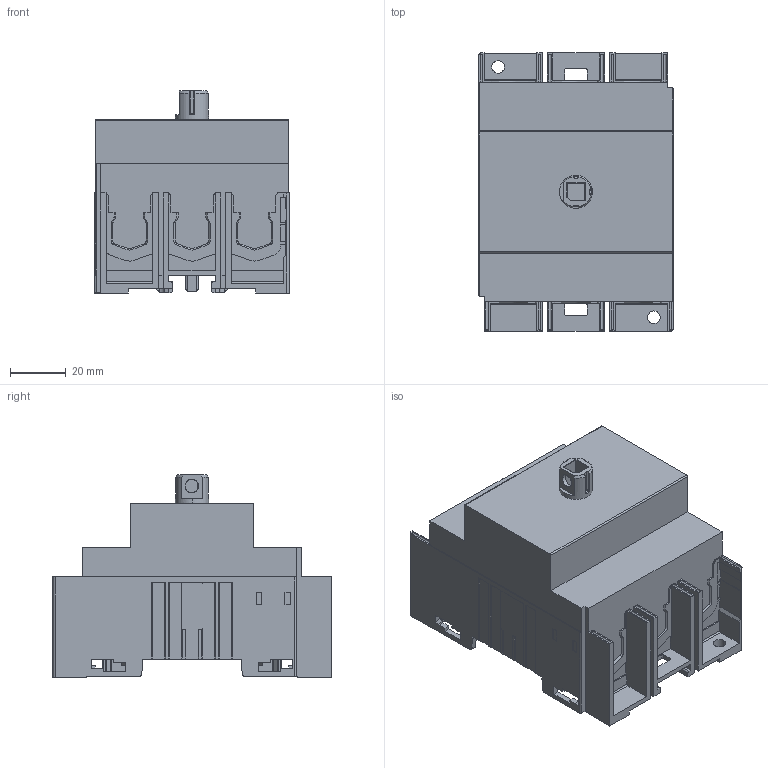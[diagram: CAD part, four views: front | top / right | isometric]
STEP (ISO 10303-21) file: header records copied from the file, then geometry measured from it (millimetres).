
FILE_DESCRIPTION((''),'2;1');
FILE_NAME('OT30-60F3_IGS','2018-08-03T',('FIALBJO'),(''),'CREO PARAMETRIC BY PTC INC, 2017480','CREO PARAMETRIC BY PTC INC, 2017480','');
FILE_SCHEMA(('AUTOMOTIVE_DESIGN { 1 0 10303 214 1 1 1 1 }'));
Length unit declared in the file: millimetre
Products named in the file (1): OT30-60F3_IGS
Bounding box: 70 x 100 x 72.69 mm (x, y, z)
Volume: 283559.9 mm3; surface area: 41933.6 mm2
Topology: 1 solids, 1 shells, 722 faces, 2105 edges, 1386 vertices
Faces by surface type: plane 511, cylinder 136, cone 40, bspline 29, sphere 6
Entity records: 25678 total; most frequent: CARTESIAN_POINT 6498, ORIENTED_EDGE 4198, DIRECTION 3549, EDGE_CURVE 2099, VECTOR 1581, LINE 1581, VERTEX_POINT 1386, AXIS2_PLACEMENT_3D 984
